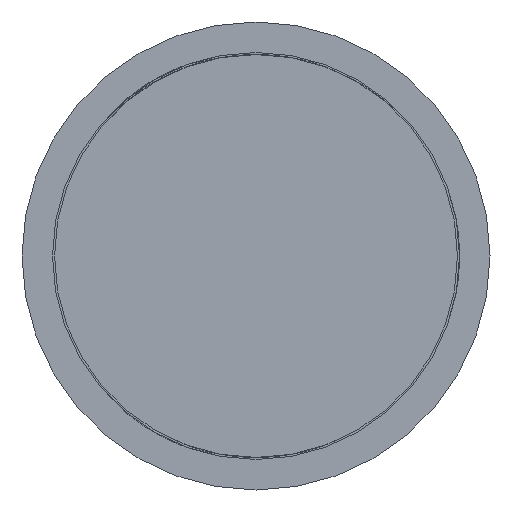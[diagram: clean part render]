
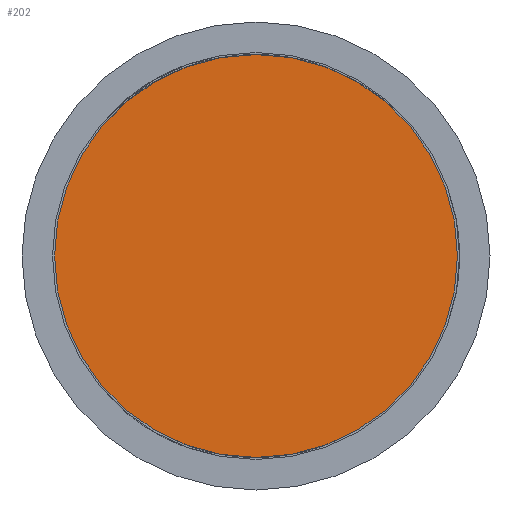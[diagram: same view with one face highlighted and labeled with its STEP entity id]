
A CAD part, front view. The second image highlights one B-rep face of the part: STEP entity #202.
In plain terms, the highlighted planar face has unit normal (0, -1, 0).
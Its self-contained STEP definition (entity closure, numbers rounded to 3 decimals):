
#202 = ADVANCED_FACE ( 'Defeature ausgef�hrt3_6', ( #469 ), #4233, .T. ) ;
#242 = AXIS2_PLACEMENT_3D ( 'NONE', #1166, #2803, #1954 ) ;
#469 = FACE_OUTER_BOUND ( 'NONE', #4823, .T. ) ;
#473 = AXIS2_PLACEMENT_3D ( 'NONE', #1442, #3401, #2214 ) ;
#1111 = AXIS2_PLACEMENT_3D ( 'NONE', #4951, #1733, #3369 ) ;
#1123 = EDGE_CURVE ( 'Defeature ausgef�hrt3_1+Defeature ausgef�hrt3_6+Defeature ausgef�hrt3_6+Defeature ausgef�hrt3_6', #3670, #4672, #3765, .T. ) ;
#1166 = CARTESIAN_POINT ( 'NONE',  ( 0., -31., 0. ) ) ;
#1281 = ORIENTED_EDGE ( 'NONE', *, *, #1123, .F. ) ;
#1442 = CARTESIAN_POINT ( 'NONE',  ( -0.495, -31., 0. ) ) ;
#1671 = CIRCLE ( 'NONE', #1111, 0.495 ) ;
#1733 = DIRECTION ( 'NONE',  ( 0., 1., 0. ) ) ;
#1949 = ORIENTED_EDGE ( 'NONE', *, *, #2631, .F. ) ;
#1954 = DIRECTION ( 'NONE',  ( 0., 0., 1. ) ) ;
#2214 = DIRECTION ( 'NONE',  ( 0., 0., -1. ) ) ;
#2280 = CARTESIAN_POINT ( 'NONE',  ( 0., -31., -0.495 ) ) ;
#2558 = CARTESIAN_POINT ( 'NONE',  ( 0., -31., 0.495 ) ) ;
#2631 = EDGE_CURVE ( 'Defeature ausgef�hrt3_1+Defeature ausgef�hrt3_6+Defeature ausgef�hrt3_6+Defeature ausgef�hrt3_6', #4672, #3670, #1671, .T. ) ;
#2803 = DIRECTION ( 'NONE',  ( 0., 1., 0. ) ) ;
#3369 = DIRECTION ( 'NONE',  ( 0., 0., 1. ) ) ;
#3401 = DIRECTION ( 'NONE',  ( 0., -1., 0. ) ) ;
#3670 = VERTEX_POINT ( 'NONE', #2280 ) ;
#3765 = CIRCLE ( 'NONE', #242, 0.495 ) ;
#4233 = PLANE ( 'NONE',  #473 ) ;
#4672 = VERTEX_POINT ( 'NONE', #2558 ) ;
#4823 = EDGE_LOOP ( 'NONE', ( #1949, #1281 ) ) ;
#4951 = CARTESIAN_POINT ( 'NONE',  ( 0., -31., 0. ) ) ;
